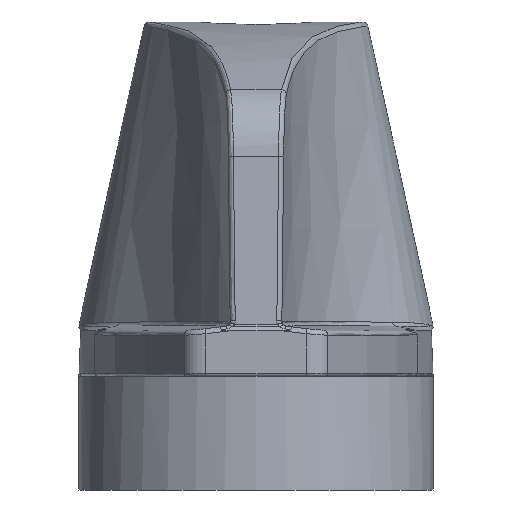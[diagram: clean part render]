
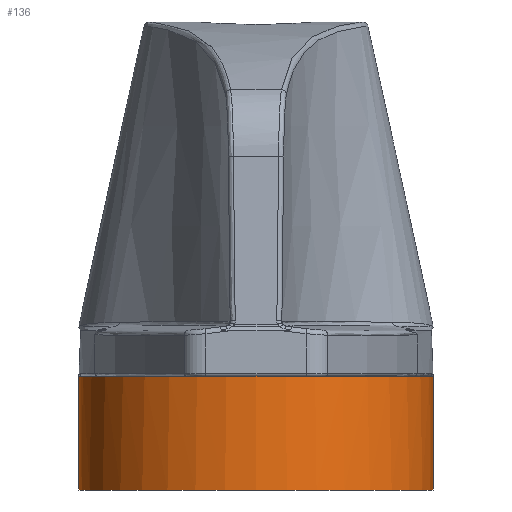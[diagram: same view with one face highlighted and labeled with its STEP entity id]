
A CAD part, left-side view. The second image highlights one B-rep face of the part: STEP entity #136.
In plain terms, the highlighted cylindrical face has radius 7 mm (diameter 14 mm), a full revolution.
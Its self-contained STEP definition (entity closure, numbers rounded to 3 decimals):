
#136 = ADVANCED_FACE( '', ( #366, #367 ), #368, .T. );
#366 = FACE_OUTER_BOUND( '', #710, .T. );
#367 = FACE_OUTER_BOUND( '', #711, .T. );
#368 = CYLINDRICAL_SURFACE( '', #712, 7. );
#710 = EDGE_LOOP( '', ( #6533, #6534, #6535, #6536, #6537, #6538 ) );
#711 = EDGE_LOOP( '', ( #6539 ) );
#712 = AXIS2_PLACEMENT_3D( '', #6540, #6541, #6542 );
#6533 = ORIENTED_EDGE( '', *, *, #7264, .F. );
#6534 = ORIENTED_EDGE( '', *, *, #7265, .F. );
#6535 = ORIENTED_EDGE( '', *, *, #7266, .F. );
#6536 = ORIENTED_EDGE( '', *, *, #7267, .F. );
#6537 = ORIENTED_EDGE( '', *, *, #7268, .F. );
#6538 = ORIENTED_EDGE( '', *, *, #7269, .F. );
#6539 = ORIENTED_EDGE( '', *, *, #7270, .T. );
#6540 = CARTESIAN_POINT( '', ( 0., 0., 0. ) );
#6541 = DIRECTION( '', ( 0., 0., -1. ) );
#6542 = DIRECTION( '', ( 1., 0., 0. ) );
#7264 = EDGE_CURVE( '', #7636, #7637, #7638, .T. );
#7265 = EDGE_CURVE( '', #7639, #7636, #7640, .T. );
#7266 = EDGE_CURVE( '', #7641, #7639, #7642, .T. );
#7267 = EDGE_CURVE( '', #7643, #7641, #7644, .T. );
#7268 = EDGE_CURVE( '', #7645, #7643, #7646, .T. );
#7269 = EDGE_CURVE( '', #7637, #7645, #7647, .T. );
#7270 = EDGE_CURVE( '', #7648, #7648, #7649, .T. );
#7636 = VERTEX_POINT( '', #8211 );
#7637 = VERTEX_POINT( '', #8212 );
#7638 = CIRCLE( '', #8213, 7. );
#7639 = VERTEX_POINT( '', #8214 );
#7640 = CIRCLE( '', #8215, 7. );
#7641 = VERTEX_POINT( '', #8216 );
#7642 = CIRCLE( '', #8217, 7. );
#7643 = VERTEX_POINT( '', #8218 );
#7644 = CIRCLE( '', #8219, 7. );
#7645 = VERTEX_POINT( '', #8220 );
#7646 = CIRCLE( '', #8221, 7. );
#7647 = CIRCLE( '', #8222, 7. );
#7648 = VERTEX_POINT( '', #8223 );
#7649 = CIRCLE( '', #8224, 7. );
#8211 = CARTESIAN_POINT( '', ( 0., -7., 0. ) );
#8212 = CARTESIAN_POINT( '', ( 1.458, -6.847, 0. ) );
#8213 = AXIS2_PLACEMENT_3D( '', #11783, #11784, #11785 );
#8214 = CARTESIAN_POINT( '', ( -1.458, -6.847, 0. ) );
#8215 = AXIS2_PLACEMENT_3D( '', #11786, #11787, #11788 );
#8216 = CARTESIAN_POINT( '', ( -1.458, 6.847, 0. ) );
#8217 = AXIS2_PLACEMENT_3D( '', #11789, #11790, #11791 );
#8218 = CARTESIAN_POINT( '', ( 0., 7., 0. ) );
#8219 = AXIS2_PLACEMENT_3D( '', #11792, #11793, #11794 );
#8220 = CARTESIAN_POINT( '', ( 1.458, 6.847, 0. ) );
#8221 = AXIS2_PLACEMENT_3D( '', #11795, #11796, #11797 );
#8222 = AXIS2_PLACEMENT_3D( '', #11798, #11799, #11800 );
#8223 = CARTESIAN_POINT( '', ( 7., 0., -4.5 ) );
#8224 = AXIS2_PLACEMENT_3D( '', #11801, #11802, #11803 );
#11783 = CARTESIAN_POINT( '', ( 0., 0., 0. ) );
#11784 = DIRECTION( '', ( 0., 0., 1. ) );
#11785 = DIRECTION( '', ( 1., 0., 0. ) );
#11786 = CARTESIAN_POINT( '', ( 0., 0., 0. ) );
#11787 = DIRECTION( '', ( 0., 0., 1. ) );
#11788 = DIRECTION( '', ( 1., 0., 0. ) );
#11789 = CARTESIAN_POINT( '', ( 0., 0., 0. ) );
#11790 = DIRECTION( '', ( 0., 0., 1. ) );
#11791 = DIRECTION( '', ( 1., 0., 0. ) );
#11792 = CARTESIAN_POINT( '', ( 0., 0., 0. ) );
#11793 = DIRECTION( '', ( 0., 0., 1. ) );
#11794 = DIRECTION( '', ( 1., 0., 0. ) );
#11795 = CARTESIAN_POINT( '', ( 0., 0., 0. ) );
#11796 = DIRECTION( '', ( 0., 0., 1. ) );
#11797 = DIRECTION( '', ( 1., 0., 0. ) );
#11798 = CARTESIAN_POINT( '', ( 0., 0., 0. ) );
#11799 = DIRECTION( '', ( 0., 0., 1. ) );
#11800 = DIRECTION( '', ( 1., 0., 0. ) );
#11801 = CARTESIAN_POINT( '', ( 0., 0., -4.5 ) );
#11802 = DIRECTION( '', ( 0., 0., 1. ) );
#11803 = DIRECTION( '', ( 1., 0., 0. ) );
